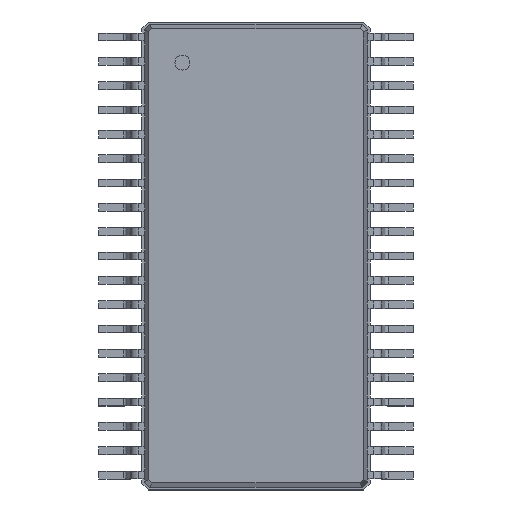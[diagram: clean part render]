
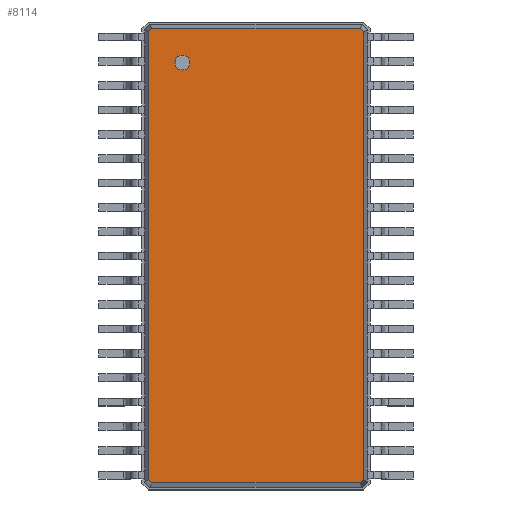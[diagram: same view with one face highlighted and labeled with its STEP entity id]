
A CAD part, top view. The second image highlights one B-rep face of the part: STEP entity #8114.
In plain terms, the highlighted planar face has unit normal (0, 0, 1).
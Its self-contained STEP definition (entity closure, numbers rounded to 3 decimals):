
#13=DIRECTION('',(0.,0.,1.));
#27=VECTOR('',#28,1.);
#28=DIRECTION('',(1.,0.,0.));
#51=VECTOR('',#52,1.);
#52=DIRECTION('',(0.707,-0.707,0.));
#58=VECTOR('',#59,1.);
#59=DIRECTION('',(0.,-1.,0.));
#65=VECTOR('',#66,1.);
#66=DIRECTION('',(-0.707,-0.707,0.));
#72=VECTOR('',#73,1.);
#73=DIRECTION('',(-1.,0.,0.));
#79=VECTOR('',#80,1.);
#80=DIRECTION('',(-0.707,0.707,0.));
#86=VECTOR('',#87,1.);
#87=DIRECTION('',(0.,1.,0.));
#91=VECTOR('',#92,1.);
#92=DIRECTION('',(0.707,0.707,0.));
#2323=VERTEX_POINT('',#2324);
#2324=CARTESIAN_POINT('',(-2.864,5.982,1.6));
#2326=ORIENTED_EDGE('',*,*,#2327,.F.);
#2327=EDGE_CURVE('',#2328,#2323,#2330,.T.);
#2328=VERTEX_POINT('',#2329);
#2329=CARTESIAN_POINT('',(-2.864,-5.982,1.6));
#2330=LINE('',#2329,#86);
#2341=VERTEX_POINT('',#2342);
#2342=CARTESIAN_POINT('',(-2.782,6.064,1.6));
#2344=ORIENTED_EDGE('',*,*,#2345,.F.);
#2345=EDGE_CURVE('',#2323,#2341,#2346,.T.);
#2346=LINE('',#2324,#91);
#2355=VERTEX_POINT('',#2356);
#2356=CARTESIAN_POINT('',(2.782,6.064,1.6));
#2358=ORIENTED_EDGE('',*,*,#2359,.F.);
#2359=EDGE_CURVE('',#2341,#2355,#2360,.T.);
#2360=LINE('',#2342,#27);
#2369=VERTEX_POINT('',#2370);
#2370=CARTESIAN_POINT('',(2.864,5.982,1.6));
#2372=ORIENTED_EDGE('',*,*,#2373,.F.);
#2373=EDGE_CURVE('',#2355,#2369,#2374,.T.);
#2374=LINE('',#2356,#51);
#2535=VERTEX_POINT('',#2536);
#2536=CARTESIAN_POINT('',(2.864,-5.982,1.6));
#2538=ORIENTED_EDGE('',*,*,#2539,.F.);
#2539=EDGE_CURVE('',#2369,#2535,#2540,.T.);
#2540=LINE('',#2370,#58);
#8114=ADVANCED_FACE('',(#8115,#8130),#8140,.T.);
#8115=FACE_BOUND('',#8116,.T.);
#8116=EDGE_LOOP('',(#2358,#2344,#2326,#8117,#8122,#8127,#2538,#2372));
#8117=ORIENTED_EDGE('',*,*,#8118,.F.);
#8118=EDGE_CURVE('',#8119,#2328,#8121,.T.);
#8119=VERTEX_POINT('',#8120);
#8120=CARTESIAN_POINT('',(-2.782,-6.064,1.6));
#8121=LINE('',#8120,#79);
#8122=ORIENTED_EDGE('',*,*,#8123,.F.);
#8123=EDGE_CURVE('',#8124,#8119,#8126,.T.);
#8124=VERTEX_POINT('',#8125);
#8125=CARTESIAN_POINT('',(2.782,-6.064,1.6));
#8126=LINE('',#8125,#72);
#8127=ORIENTED_EDGE('',*,*,#8128,.F.);
#8128=EDGE_CURVE('',#2535,#8124,#8129,.T.);
#8129=LINE('',#2536,#65);
#8130=FACE_BOUND('',#8131,.T.);
#8131=EDGE_LOOP('',(#8132));
#8132=ORIENTED_EDGE('',*,*,#8133,.T.);
#8133=EDGE_CURVE('',#8134,#8134,#8136,.T.);
#8134=VERTEX_POINT('',#8135);
#8135=CARTESIAN_POINT('',(-1.964,4.964,1.6));
#8136=CIRCLE('',#8137,0.2);
#8137=AXIS2_PLACEMENT_3D('',#8138,#8139,#59);
#8138=CARTESIAN_POINT('',(-1.964,5.164,1.6));
#8139=DIRECTION('',(0.,-0.,-1.));
#8140=PLANE('',#8141);
#8141=AXIS2_PLACEMENT_3D('',#2342,#13,#8142);
#8142=DIRECTION('',(0.417,-0.909,0.));
